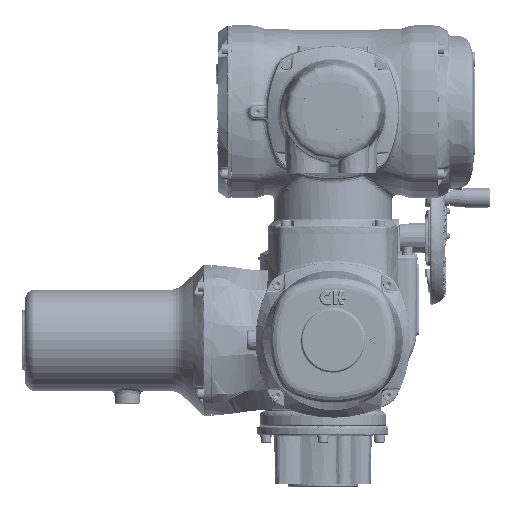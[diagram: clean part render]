
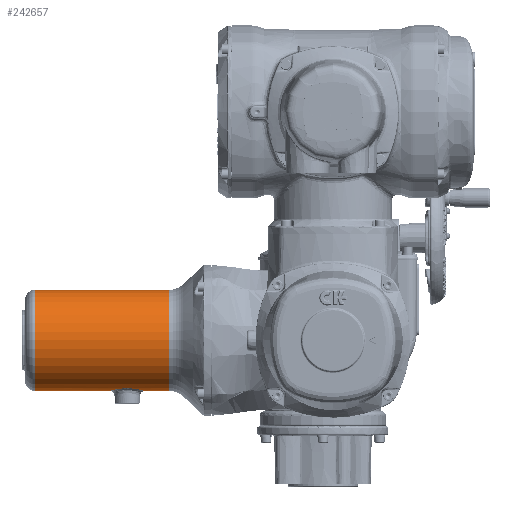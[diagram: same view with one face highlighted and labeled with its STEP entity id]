
A CAD part, left-side view. The second image highlights one B-rep face of the part: STEP entity #242657.
In plain terms, the highlighted cylindrical face has radius 50 mm (diameter 100 mm), a full revolution.
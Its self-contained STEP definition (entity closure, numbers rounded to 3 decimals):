
#14665=B_SPLINE_CURVE_WITH_KNOTS('',3,(#474869,#474870,#474871,#474872,
#474873,#474874,#474875,#474876,#474877,#474878,#474879,#474880,#474881,
#474882,#474883,#474884,#474885,#474886,#474887,#474888,#474889,#474890,
#474891,#474892,#474893,#474894,#474895,#474896,#474897,#474898,#474899,
#474900,#474901,#474902,#474903,#474904,#474905),.UNSPECIFIED.,.T.,.F.,
(1,1,1,1,1,1,1,1,1,1,1,1,1,1,1,1,1,1,1,1,1,1,1,1,1,1,1,1,1,1,1,1,1,1,1,
1,1,1,1,1,1),(-0.095,-0.064,-0.033,
0.,0.03,0.061,0.092,0.123,0.155,
0.17,0.186,0.217,0.248,
0.28,0.311,0.342,0.373,
0.405,0.436,0.467,0.498,
0.53,0.561,0.592,0.623,
0.655,0.686,0.717,0.748,
0.78,0.811,0.826,0.842,
0.873,0.905,0.936,0.967,
1.,1.03,1.061,1.092),.UNSPECIFIED.);
#37803=CYLINDRICAL_SURFACE('',#255902,50.);
#86215=ORIENTED_EDGE('',*,*,#111476,.T.);
#86216=ORIENTED_EDGE('',*,*,#111477,.T.);
#86217=ORIENTED_EDGE('',*,*,#111475,.T.);
#111475=EDGE_CURVE('',#126863,#126863,#131456,.T.);
#111476=EDGE_CURVE('',#126864,#126864,#131457,.T.);
#111477=EDGE_CURVE('',#126865,#126865,#14665,.T.);
#126863=VERTEX_POINT('',#474865);
#126864=VERTEX_POINT('',#474868);
#126865=VERTEX_POINT('',#474906);
#131456=CIRCLE('',#255901,50.);
#131457=CIRCLE('',#255903,50.);
#142857=EDGE_LOOP('',(#86215));
#142858=EDGE_LOOP('',(#86216));
#142859=EDGE_LOOP('',(#86217));
#154488=FACE_BOUND('',#142857,.T.);
#154489=FACE_BOUND('',#142858,.T.);
#154490=FACE_BOUND('',#142859,.T.);
#242657=ADVANCED_FACE('',(#154488,#154489,#154490),#37803,.T.);
#255901=AXIS2_PLACEMENT_3D('',#474864,#292299,#292300);
#255902=AXIS2_PLACEMENT_3D('',#474866,#292301,#292302);
#255903=AXIS2_PLACEMENT_3D('',#474867,#292303,#292304);
#292299=DIRECTION('',(0.,1.,0.));
#292300=DIRECTION('',(-1.,0.,0.));
#292301=DIRECTION('',(0.,1.,0.));
#292302=DIRECTION('',(-1.,0.,0.));
#292303=DIRECTION('',(0.,-1.,0.));
#292304=DIRECTION('',(1.,0.,0.));
#474864=CARTESIAN_POINT('',(93.793,161.675,-225.777));
#474865=CARTESIAN_POINT('',(43.793,161.675,-225.777));
#474866=CARTESIAN_POINT('',(93.793,73.9,-225.777));
#474867=CARTESIAN_POINT('',(93.793,294.4,-225.777));
#474868=CARTESIAN_POINT('',(143.793,294.4,-225.777));
#474869=CARTESIAN_POINT('',(78.095,206.832,-273.25));
#474870=CARTESIAN_POINT('',(77.788,203.511,-273.146));
#474871=CARTESIAN_POINT('',(78.062,200.205,-273.239));
#474872=CARTESIAN_POINT('',(78.865,197.054,-273.501));
#474873=CARTESIAN_POINT('',(80.217,194.071,-273.909));
#474874=CARTESIAN_POINT('',(82.109,191.364,-274.409));
#474875=CARTESIAN_POINT('',(84.045,189.484,-274.832));
#474876=CARTESIAN_POINT('',(85.85,188.204,-275.149));
#474877=CARTESIAN_POINT('',(87.737,187.144,-275.426));
#474878=CARTESIAN_POINT('',(90.328,186.195,-275.692));
#474879=CARTESIAN_POINT('',(93.606,185.774,-275.814));
#474880=CARTESIAN_POINT('',(96.927,186.116,-275.714));
#474881=CARTESIAN_POINT('',(100.041,187.175,-275.416));
#474882=CARTESIAN_POINT('',(102.865,188.882,-274.972));
#474883=CARTESIAN_POINT('',(105.269,191.122,-274.459));
#474884=CARTESIAN_POINT('',(107.188,193.758,-273.96));
#474885=CARTESIAN_POINT('',(108.611,196.746,-273.536));
#474886=CARTESIAN_POINT('',(109.479,199.91,-273.254));
#474887=CARTESIAN_POINT('',(109.797,203.224,-273.147));
#474888=CARTESIAN_POINT('',(109.542,206.528,-273.233));
#474889=CARTESIAN_POINT('',(108.729,209.728,-273.499));
#474890=CARTESIAN_POINT('',(107.37,212.723,-273.908));
#474891=CARTESIAN_POINT('',(105.497,215.417,-274.404));
#474892=CARTESIAN_POINT('',(103.146,217.698,-274.918));
#474893=CARTESIAN_POINT('',(100.374,219.465,-275.372));
#474894=CARTESIAN_POINT('',(97.274,220.604,-275.691));
#474895=CARTESIAN_POINT('',(93.97,221.024,-275.813));
#474896=CARTESIAN_POINT('',(90.69,220.692,-275.716));
#474897=CARTESIAN_POINT('',(88.054,219.795,-275.464));
#474898=CARTESIAN_POINT('',(86.145,218.78,-275.195));
#474899=CARTESIAN_POINT('',(84.319,217.543,-274.886));
#474900=CARTESIAN_POINT('',(82.331,215.695,-274.462));
#474901=CARTESIAN_POINT('',(80.391,213.026,-273.958));
#474902=CARTESIAN_POINT('',(78.983,210.075,-273.538));
#474903=CARTESIAN_POINT('',(78.095,206.832,-273.25));
#474904=CARTESIAN_POINT('',(77.788,203.511,-273.146));
#474905=CARTESIAN_POINT('',(78.062,200.205,-273.239));
#474906=CARTESIAN_POINT('',(77.884,203.4,-273.179));
